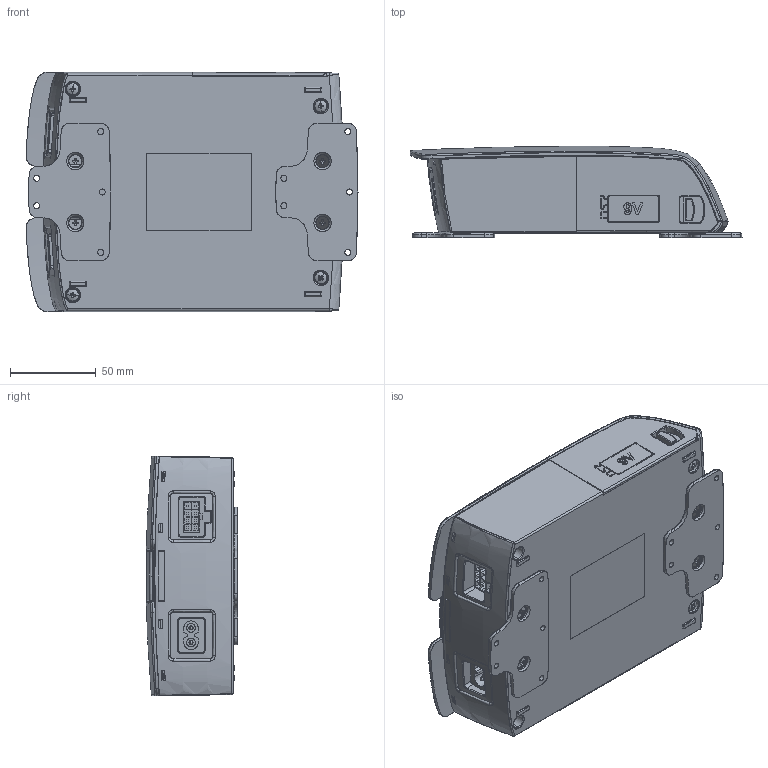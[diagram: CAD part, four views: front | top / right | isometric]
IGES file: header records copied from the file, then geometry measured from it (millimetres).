
Start section: SolidWorks IGES file using analytic representation for surfaces
Global section: file name: HE Netzteil SMPS.IGS; native system: SolidWorks 2012; preprocessor: SolidWorks 2012; author: CKuhn; date: 130524.100734; units: millimetre
Bounding box: 193.36 x 53.42 x 139.69 mm (x, y, z)
Surface area: 88489.3 mm2 (no closed solid volume)
Topology: 0 solids, 0 shells, 866 faces, 9063 edges, 9041 vertices
Faces by surface type: bspline 627, revolution 239
